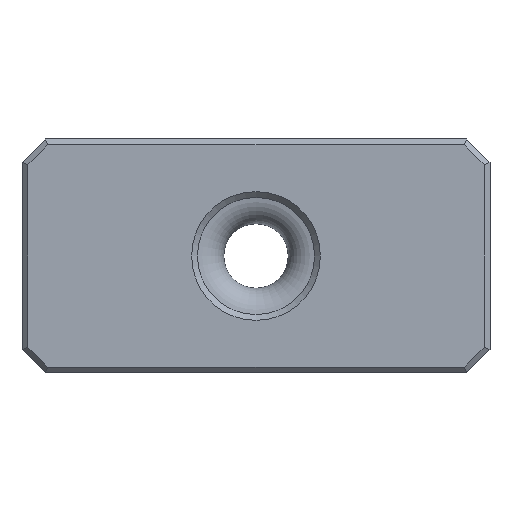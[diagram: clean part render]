
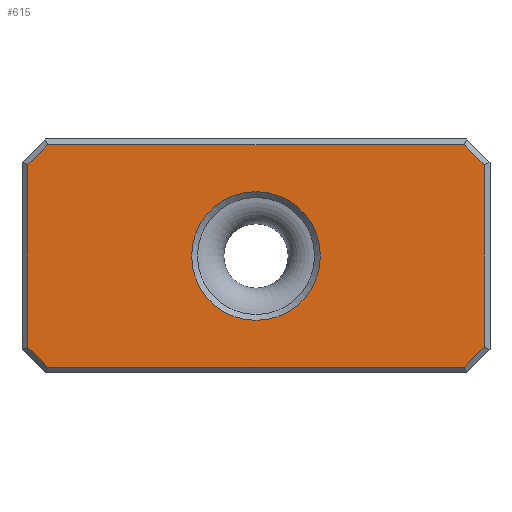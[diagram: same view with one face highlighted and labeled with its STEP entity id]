
A CAD part, front view. The second image highlights one B-rep face of the part: STEP entity #615.
In plain terms, the highlighted planar face has unit normal (0, -1, 0).
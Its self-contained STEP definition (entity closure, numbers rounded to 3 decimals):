
#19=FACE_BOUND('',#76,.T.);
#21=CIRCLE('',#664,5.5);
#41=FACE_OUTER_BOUND('',#75,.T.);
#75=EDGE_LOOP('',(#453,#454,#455,#456,#457,#458,#459,#460));
#76=EDGE_LOOP('',(#461));
#99=LINE('',#862,#178);
#103=LINE('',#870,#182);
#106=LINE('',#876,#185);
#110=LINE('',#884,#189);
#113=LINE('',#890,#192);
#116=LINE('',#896,#195);
#119=LINE('',#902,#198);
#122=LINE('',#906,#201);
#178=VECTOR('',#697,10.);
#182=VECTOR('',#703,10.);
#185=VECTOR('',#708,10.);
#189=VECTOR('',#714,10.);
#192=VECTOR('',#719,10.);
#195=VECTOR('',#724,10.);
#198=VECTOR('',#729,10.);
#201=VECTOR('',#734,10.);
#257=VERTEX_POINT('',#860);
#258=VERTEX_POINT('',#861);
#261=VERTEX_POINT('',#869);
#263=VERTEX_POINT('',#875);
#266=VERTEX_POINT('',#883);
#268=VERTEX_POINT('',#889);
#270=VERTEX_POINT('',#895);
#272=VERTEX_POINT('',#901);
#284=VERTEX_POINT('',#938);
#312=EDGE_CURVE('',#257,#258,#99,.T.);
#316=EDGE_CURVE('',#258,#261,#103,.T.);
#319=EDGE_CURVE('',#261,#263,#106,.T.);
#323=EDGE_CURVE('',#263,#266,#110,.T.);
#326=EDGE_CURVE('',#266,#268,#113,.T.);
#329=EDGE_CURVE('',#268,#270,#116,.T.);
#332=EDGE_CURVE('',#270,#272,#119,.T.);
#335=EDGE_CURVE('',#272,#257,#122,.T.);
#351=EDGE_CURVE('',#284,#284,#21,.T.);
#453=ORIENTED_EDGE('',*,*,#312,.F.);
#454=ORIENTED_EDGE('',*,*,#335,.F.);
#455=ORIENTED_EDGE('',*,*,#332,.F.);
#456=ORIENTED_EDGE('',*,*,#329,.F.);
#457=ORIENTED_EDGE('',*,*,#326,.F.);
#458=ORIENTED_EDGE('',*,*,#323,.F.);
#459=ORIENTED_EDGE('',*,*,#319,.F.);
#460=ORIENTED_EDGE('',*,*,#316,.F.);
#461=ORIENTED_EDGE('',*,*,#351,.F.);
#585=PLANE('',#663);
#615=ADVANCED_FACE('',(#41,#19),#585,.F.);
#663=AXIS2_PLACEMENT_3D('',#937,#758,#759);
#664=AXIS2_PLACEMENT_3D('',#939,#760,#761);
#697=DIRECTION('',(0.,0.,-1.));
#703=DIRECTION('',(-0.707,0.,-0.707));
#708=DIRECTION('',(-1.,0.,0.));
#714=DIRECTION('',(-0.707,0.,0.707));
#719=DIRECTION('',(0.,0.,1.));
#724=DIRECTION('',(0.707,0.,0.707));
#729=DIRECTION('',(1.,0.,0.));
#734=DIRECTION('',(0.707,0.,-0.707));
#758=DIRECTION('center_axis',(0.,1.,0.));
#759=DIRECTION('ref_axis',(1.,0.,0.));
#760=DIRECTION('center_axis',(0.,-1.,0.));
#761=DIRECTION('ref_axis',(1.,0.,0.));
#860=CARTESIAN_POINT('',(19.5,-8.,7.793));
#861=CARTESIAN_POINT('',(19.5,-8.,-7.793));
#862=CARTESIAN_POINT('',(19.5,-8.,-5.));
#869=CARTESIAN_POINT('',(17.793,-8.,-9.5));
#870=CARTESIAN_POINT('',(16.146,-8.,-11.146));
#875=CARTESIAN_POINT('',(-17.793,-8.,-9.5));
#876=CARTESIAN_POINT('',(-10.,-8.,-9.5));
#883=CARTESIAN_POINT('',(-19.5,-8.,-7.793));
#884=CARTESIAN_POINT('',(-16.146,-8.,-11.146));
#889=CARTESIAN_POINT('',(-19.5,-8.,7.793));
#890=CARTESIAN_POINT('',(-19.5,-8.,5.));
#895=CARTESIAN_POINT('',(-17.793,-8.,9.5));
#896=CARTESIAN_POINT('',(-16.146,-8.,11.146));
#901=CARTESIAN_POINT('',(17.793,-8.,9.5));
#902=CARTESIAN_POINT('',(10.,-8.,9.5));
#906=CARTESIAN_POINT('',(16.146,-8.,11.146));
#937=CARTESIAN_POINT('Origin',(0.,-8.,0.));
#938=CARTESIAN_POINT('',(-5.5,-8.,0.));
#939=CARTESIAN_POINT('Origin',(0.,-8.,0.));
